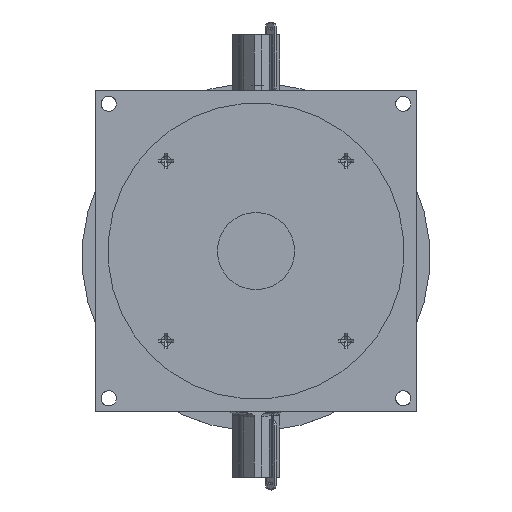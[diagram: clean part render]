
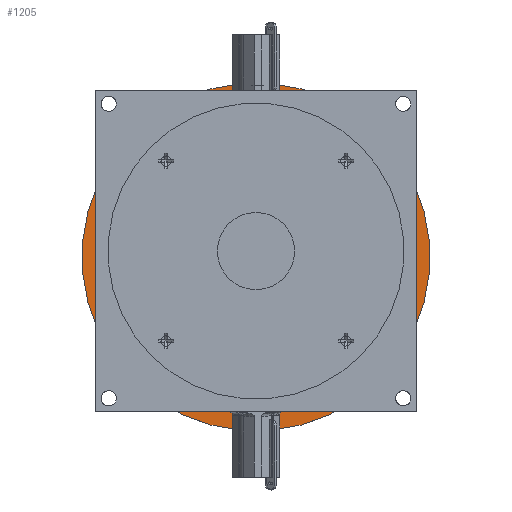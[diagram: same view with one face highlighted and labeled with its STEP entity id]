
A CAD part, top view. The second image highlights one B-rep face of the part: STEP entity #1205.
In plain terms, the highlighted planar face has unit normal (0, 0, 1).
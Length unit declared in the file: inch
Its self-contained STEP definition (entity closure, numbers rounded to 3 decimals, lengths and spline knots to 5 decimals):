
#1134=CARTESIAN_POINT('',(0.,0.,-71.105));
#1135=DIRECTION('',(0.0,0.0,-1.0));
#1136=DIRECTION('',(0.707,0.707,0.0));
#1137=AXIS2_PLACEMENT_3D('',#1134,#1135,#1136);
#1138=PLANE('',#1137);
#1139=CARTESIAN_POINT('',(-4.59619,-4.59619,-71.105));
#1140=VERTEX_POINT('',#1139);
#1141=CARTESIAN_POINT('',(0.,0.,-71.105));
#1142=DIRECTION('',(0.,0.,-1.0));
#1143=DIRECTION('',(0.707,0.707,0.));
#1144=AXIS2_PLACEMENT_3D('',#1141,#1142,#1143);
#1145=CIRCLE('',#1144,6.5);
#1146=EDGE_CURVE('',#1140,#1140,#1145,.T.);
#1147=ORIENTED_EDGE('',*,*,#1146,.F.);
#1148=EDGE_LOOP('',(#1147));
#1149=FACE_OUTER_BOUND('',#1148,.T.);
#1150=CARTESIAN_POINT('',(-4.37522,-4.37522,-71.105));
#1151=VERTEX_POINT('',#1150);
#1152=CARTESIAN_POINT('',(-4.15425,-4.15425,-71.105));
#1153=DIRECTION('',(0.,0.,-1.0));
#1154=DIRECTION('',(0.707,0.707,0.));
#1155=AXIS2_PLACEMENT_3D('',#1152,#1153,#1154);
#1156=CIRCLE('',#1155,0.3125);
#1157=EDGE_CURVE('',#1151,#1151,#1156,.T.);
#1158=ORIENTED_EDGE('',*,*,#1157,.T.);
#1159=EDGE_LOOP('',(#1158));
#1160=FACE_BOUND('',#1159,.T.);
#1161=CARTESIAN_POINT('',(4.37522,-4.37522,-71.105));
#1162=VERTEX_POINT('',#1161);
#1163=CARTESIAN_POINT('',(4.15425,-4.15425,-71.105));
#1164=DIRECTION('',(0.,0.,-1.0));
#1165=DIRECTION('',(-0.707,0.707,0.));
#1166=AXIS2_PLACEMENT_3D('',#1163,#1164,#1165);
#1167=CIRCLE('',#1166,0.3125);
#1168=EDGE_CURVE('',#1162,#1162,#1167,.T.);
#1169=ORIENTED_EDGE('',*,*,#1168,.T.);
#1170=EDGE_LOOP('',(#1169));
#1171=FACE_BOUND('',#1170,.T.);
#1172=CARTESIAN_POINT('',(4.37522,4.37522,-71.105));
#1173=VERTEX_POINT('',#1172);
#1174=CARTESIAN_POINT('',(4.15425,4.15425,-71.105));
#1175=DIRECTION('',(0.,0.,-1.0));
#1176=DIRECTION('',(-0.707,-0.707,0.));
#1177=AXIS2_PLACEMENT_3D('',#1174,#1175,#1176);
#1178=CIRCLE('',#1177,0.3125);
#1179=EDGE_CURVE('',#1173,#1173,#1178,.T.);
#1180=ORIENTED_EDGE('',*,*,#1179,.T.);
#1181=EDGE_LOOP('',(#1180));
#1182=FACE_BOUND('',#1181,.T.);
#1183=CARTESIAN_POINT('',(-4.37522,4.37522,-71.105));
#1184=VERTEX_POINT('',#1183);
#1185=CARTESIAN_POINT('',(-4.15425,4.15425,-71.105));
#1186=DIRECTION('',(0.,0.,-1.0));
#1187=DIRECTION('',(0.707,-0.707,0.));
#1188=AXIS2_PLACEMENT_3D('',#1185,#1186,#1187);
#1189=CIRCLE('',#1188,0.3125);
#1190=EDGE_CURVE('',#1184,#1184,#1189,.T.);
#1191=ORIENTED_EDGE('',*,*,#1190,.T.);
#1192=EDGE_LOOP('',(#1191));
#1193=FACE_BOUND('',#1192,.T.);
#1194=CARTESIAN_POINT('',(0.,2.625,-71.105));
#1195=VERTEX_POINT('',#1194);
#1196=CARTESIAN_POINT('',(0.,0.,-71.105));
#1197=DIRECTION('',(0.,0.,-1.0));
#1198=DIRECTION('',(0.,1.0,0.));
#1199=AXIS2_PLACEMENT_3D('',#1196,#1197,#1198);
#1200=CIRCLE('',#1199,2.625);
#1201=EDGE_CURVE('',#1195,#1195,#1200,.T.);
#1202=ORIENTED_EDGE('',*,*,#1201,.T.);
#1203=EDGE_LOOP('',(#1202));
#1204=FACE_BOUND('',#1203,.T.);
#1205=ADVANCED_FACE('',(#1149,#1160,#1171,#1182,#1193,#1204),#1138,.F.);
